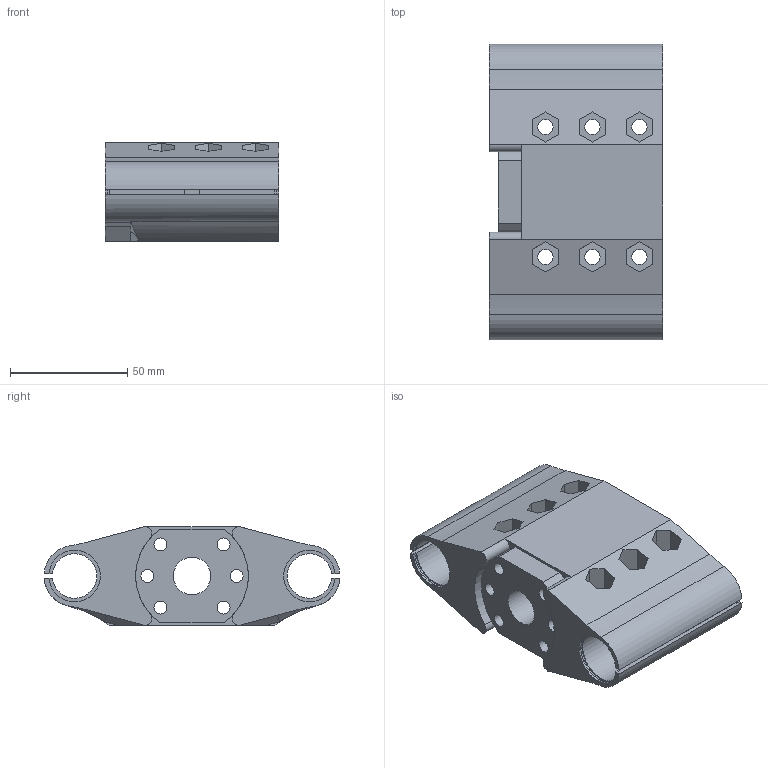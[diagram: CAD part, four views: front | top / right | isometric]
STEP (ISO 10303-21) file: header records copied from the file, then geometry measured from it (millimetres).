
FILE_DESCRIPTION(/* description */ ('','CAx-IF Rec.Pracs.---Representation and Presentation of Product Manufacturing Information (PMI)---4.0---2014-10-13'),/* implementation_level */ '2;1');
FILE_NAME(/* name */ 'C.stp',/* time_stamp */ '2022-06-02T08:29:49+02:00',/* author */ ('mikoma'),/* organization */ (''),/* preprocessor_version */ 'ST-DEVELOPER v18',/* originating_system */ 'Autodesk Inventor 2020',/* authorisation */ '');
FILE_SCHEMA (('AP242_MANAGED_MODEL_BASED_3D_ENGINEERING_MIM_LF { 1 0 10303 442 1 1 4 }'));
Length unit declared in the file: millimetre
Products named in the file (3): Carriage; Cartesian1_XYCarriage; Cartesian1_BallNut
Assembly tree (2 placements, depth 2):
  Carriage
    Cartesian1_XYCarriage
    Cartesian1_BallNut
Bounding box: 74 x 125.92 x 42 mm (x, y, z)
Volume: 211422.5 mm3; surface area: 70174.2 mm2
Topology: 2 solids, 2 shells, 180 faces, 643 edges, 551 vertices
Faces by surface type: plane 120, cylinder 54, cone 4, bspline 2
Full cylindrical faces by diameter (mm): 5.5 x12, 6.5 x6, 16 x1, 20 x1, 28 x1, 28.5 x1
Entity records: 7101 total; most frequent: CARTESIAN_POINT 1364, DIRECTION 1148, ORIENTED_EDGE 1046, EDGE_CURVE 523, LINE 386, VECTOR 386, AXIS2_PLACEMENT_3D 381, VERTEX_POINT 349
